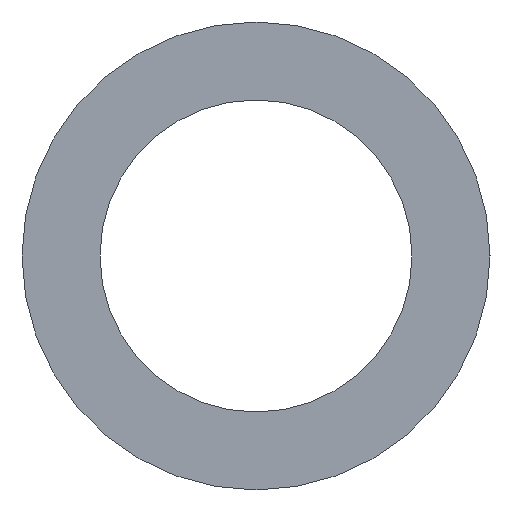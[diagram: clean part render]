
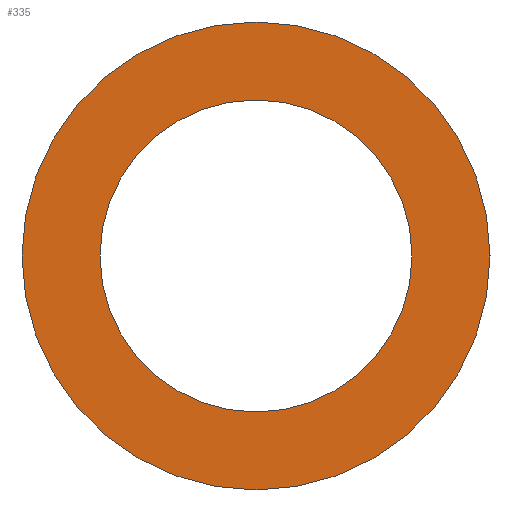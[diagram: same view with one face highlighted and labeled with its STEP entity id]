
A CAD part, left-side view. The second image highlights one B-rep face of the part: STEP entity #335.
In plain terms, the highlighted planar face has unit normal (-1, 0, 0).
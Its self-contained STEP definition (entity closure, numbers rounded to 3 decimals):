
#1 = CIRCLE ( 'NONE', #211, 4. ) ;
#33 = VERTEX_POINT ( 'NONE', #332 ) ;
#37 = AXIS2_PLACEMENT_3D ( 'NONE', #178, #137, #140 ) ;
#44 = AXIS2_PLACEMENT_3D ( 'NONE', #180, #185, #173 ) ;
#50 = CARTESIAN_POINT ( 'NONE',  ( 0., 0., 6. ) ) ;
#63 = FACE_BOUND ( 'NONE', #158, .T. ) ;
#76 = CIRCLE ( 'NONE', #44, 6. ) ;
#82 = VERTEX_POINT ( 'NONE', #50 ) ;
#96 = EDGE_CURVE ( 'NONE', #82, #33, #76, .T. ) ;
#97 = EDGE_CURVE ( 'NONE', #209, #201, #155, .T. ) ;
#124 = FACE_OUTER_BOUND ( 'NONE', #168, .T. ) ;
#137 = DIRECTION ( 'NONE',  ( 1., 0., 0. ) ) ;
#140 = DIRECTION ( 'NONE',  ( 0., 0., -1. ) ) ;
#151 = ORIENTED_EDGE ( 'NONE', *, *, #184, .F. ) ;
#155 = CIRCLE ( 'NONE', #37, 4. ) ;
#158 = EDGE_LOOP ( 'NONE', ( #313, #161 ) ) ;
#159 = CIRCLE ( 'NONE', #172, 6. ) ;
#161 = ORIENTED_EDGE ( 'NONE', *, *, #191, .T. ) ;
#168 = EDGE_LOOP ( 'NONE', ( #312, #151 ) ) ;
#172 = AXIS2_PLACEMENT_3D ( 'NONE', #212, #213, #214 ) ;
#173 = DIRECTION ( 'NONE',  ( 0., 0., -1. ) ) ;
#175 = AXIS2_PLACEMENT_3D ( 'NONE', #273, #274, #275 ) ;
#178 = CARTESIAN_POINT ( 'NONE',  ( 0., 0., 0. ) ) ;
#180 = CARTESIAN_POINT ( 'NONE',  ( 0., 0., 0. ) ) ;
#184 = EDGE_CURVE ( 'NONE', #33, #82, #159, .T. ) ;
#185 = DIRECTION ( 'NONE',  ( 1., 0., 0. ) ) ;
#191 = EDGE_CURVE ( 'NONE', #201, #209, #1, .T. ) ;
#201 = VERTEX_POINT ( 'NONE', #202 ) ;
#202 = CARTESIAN_POINT ( 'NONE',  ( 0., 0., -4. ) ) ;
#209 = VERTEX_POINT ( 'NONE', #215 ) ;
#211 = AXIS2_PLACEMENT_3D ( 'NONE', #217, #218, #219 ) ;
#212 = CARTESIAN_POINT ( 'NONE',  ( 0., 0., 0. ) ) ;
#213 = DIRECTION ( 'NONE',  ( 1., 0., 0. ) ) ;
#214 = DIRECTION ( 'NONE',  ( 0., 0., -1. ) ) ;
#215 = CARTESIAN_POINT ( 'NONE',  ( 0., 0., 4. ) ) ;
#217 = CARTESIAN_POINT ( 'NONE',  ( 0., 0., 0. ) ) ;
#218 = DIRECTION ( 'NONE',  ( 1., 0., 0. ) ) ;
#219 = DIRECTION ( 'NONE',  ( 0., 0., -1. ) ) ;
#266 = PLANE ( 'NONE',  #175 ) ;
#273 = CARTESIAN_POINT ( 'NONE',  ( 0., 0., 0. ) ) ;
#274 = DIRECTION ( 'NONE',  ( 1., 0., 0. ) ) ;
#275 = DIRECTION ( 'NONE',  ( 0., 0., -1. ) ) ;
#312 = ORIENTED_EDGE ( 'NONE', *, *, #96, .F. ) ;
#313 = ORIENTED_EDGE ( 'NONE', *, *, #97, .T. ) ;
#332 = CARTESIAN_POINT ( 'NONE',  ( 0., 0., -6. ) ) ;
#335 = ADVANCED_FACE ( 'NONE', ( #124, #63 ), #266, .F. ) ;
